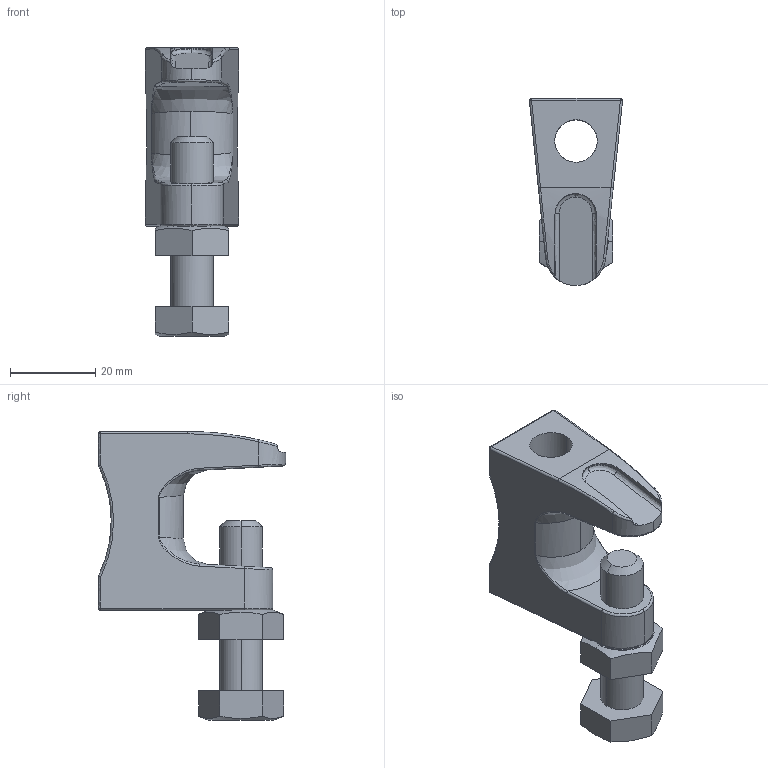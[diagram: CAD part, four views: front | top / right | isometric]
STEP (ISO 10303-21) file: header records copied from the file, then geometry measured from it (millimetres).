
FILE_DESCRIPTION(/* description */ (''),/* implementation_level */ '2;1');
FILE_NAME(/* name */ '1488082',/* time_stamp */ '2014-01-15T08:22:15+01:00',/* author */ (''),/* organization */ (''),/* preprocessor_version */ 'ST-DEVELOPER v15',/* originating_system */ '',/* authorisation */ '');
FILE_SCHEMA (('CONFIG_CONTROL_DESIGN'));
Length unit declared in the file: millimetre
Products named in the file (1): Block 01
Bounding box: 21.89 x 44 x 67.91 mm (x, y, z)
Volume: 20044.9 mm3; surface area: 10272.2 mm2
Topology: 3 solids, 3 shells, 111 faces, 273 edges, 167 vertices
Faces by surface type: bspline 79, plane 32
Entity records: 9884 total; most frequent: CARTESIAN_POINT 8240, ORIENTED_EDGE 542, EDGE_CURVE 271, VERTEX_POINT 167, EDGE_LOOP 120, B_SPLINE_CURVE_WITH_KNOTS 113, ADVANCED_FACE 111, FACE_OUTER_BOUND 111
